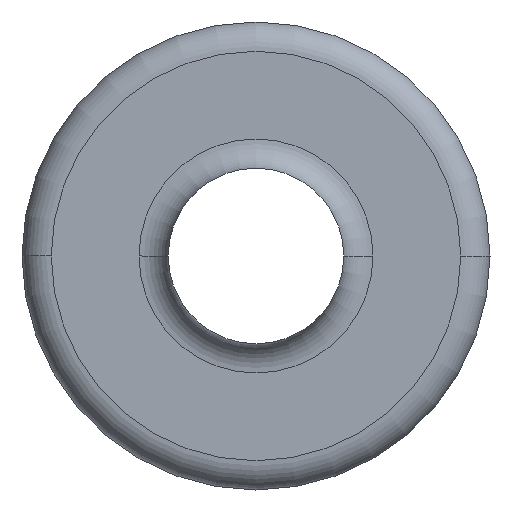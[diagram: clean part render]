
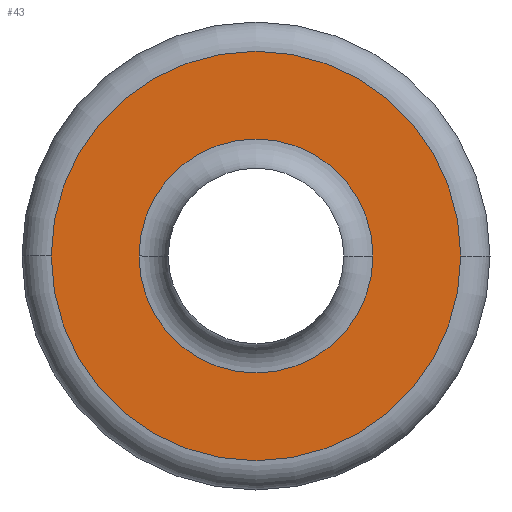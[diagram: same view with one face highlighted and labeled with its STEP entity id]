
A CAD part, front view. The second image highlights one B-rep face of the part: STEP entity #43.
In plain terms, the highlighted planar face has unit normal (0, 1, 0).
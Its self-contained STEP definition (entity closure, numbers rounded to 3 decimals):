
#4 = VERTEX_POINT ( 'NONE', #312 ) ;
#9 = CARTESIAN_POINT ( 'NONE',  ( 0., -750., 0. ) ) ;
#15 = EDGE_LOOP ( 'NONE', ( #276, #233 ) ) ;
#17 = DIRECTION ( 'NONE',  ( -1., 0., 0. ) ) ;
#42 = EDGE_CURVE ( 'NONE', #469, #4, #359, .T. ) ;
#43 = ADVANCED_FACE ( 'NONE', ( #184, #267 ), #135, .T. ) ;
#44 = EDGE_LOOP ( 'NONE', ( #80, #417 ) ) ;
#46 = AXIS2_PLACEMENT_3D ( 'NONE', #245, #240, #350 ) ;
#48 = DIRECTION ( 'NONE',  ( 0., -1., 0. ) ) ;
#69 = CARTESIAN_POINT ( 'NONE',  ( -175., -750., 0. ) ) ;
#74 = EDGE_CURVE ( 'NONE', #4, #469, #190, .T. ) ;
#80 = ORIENTED_EDGE ( 'NONE', *, *, #74, .F. ) ;
#92 = CARTESIAN_POINT ( 'NONE',  ( 0., -750., 0. ) ) ;
#96 = CARTESIAN_POINT ( 'NONE',  ( 0., -750., 0. ) ) ;
#97 = VERTEX_POINT ( 'NONE', #459 ) ;
#108 = CIRCLE ( 'NONE', #46, 100. ) ;
#127 = EDGE_CURVE ( 'NONE', #258, #97, #108, .T. ) ;
#135 = PLANE ( 'NONE',  #433 ) ;
#140 = DIRECTION ( 'NONE',  ( 0., -1., 0. ) ) ;
#141 = DIRECTION ( 'NONE',  ( 0., -1., 0. ) ) ;
#149 = AXIS2_PLACEMENT_3D ( 'NONE', #92, #140, #321 ) ;
#151 = CARTESIAN_POINT ( 'NONE',  ( -100., -750., 0. ) ) ;
#184 = FACE_BOUND ( 'NONE', #15, .T. ) ;
#190 = CIRCLE ( 'NONE', #368, 175. ) ;
#208 = EDGE_CURVE ( 'NONE', #97, #258, #458, .T. ) ;
#226 = AXIS2_PLACEMENT_3D ( 'NONE', #9, #48, #351 ) ;
#233 = ORIENTED_EDGE ( 'NONE', *, *, #127, .T. ) ;
#240 = DIRECTION ( 'NONE',  ( 0., -1., 0. ) ) ;
#245 = CARTESIAN_POINT ( 'NONE',  ( 0., -750., 0. ) ) ;
#249 = DIRECTION ( 'NONE',  ( 0., 1., 0. ) ) ;
#258 = VERTEX_POINT ( 'NONE', #151 ) ;
#267 = FACE_OUTER_BOUND ( 'NONE', #44, .T. ) ;
#276 = ORIENTED_EDGE ( 'NONE', *, *, #208, .T. ) ;
#312 = CARTESIAN_POINT ( 'NONE',  ( 175., -750., 0. ) ) ;
#321 = DIRECTION ( 'NONE',  ( 1., 0., 0. ) ) ;
#350 = DIRECTION ( 'NONE',  ( 1., 0., 0. ) ) ;
#351 = DIRECTION ( 'NONE',  ( 1., 0., 0. ) ) ;
#359 = CIRCLE ( 'NONE', #226, 175. ) ;
#368 = AXIS2_PLACEMENT_3D ( 'NONE', #96, #141, #396 ) ;
#388 = CARTESIAN_POINT ( 'NONE',  ( -175., -750., 0. ) ) ;
#396 = DIRECTION ( 'NONE',  ( 1., 0., 0. ) ) ;
#417 = ORIENTED_EDGE ( 'NONE', *, *, #42, .F. ) ;
#433 = AXIS2_PLACEMENT_3D ( 'NONE', #388, #249, #17 ) ;
#458 = CIRCLE ( 'NONE', #149, 100. ) ;
#459 = CARTESIAN_POINT ( 'NONE',  ( 100., -750., 0. ) ) ;
#469 = VERTEX_POINT ( 'NONE', #69 ) ;
